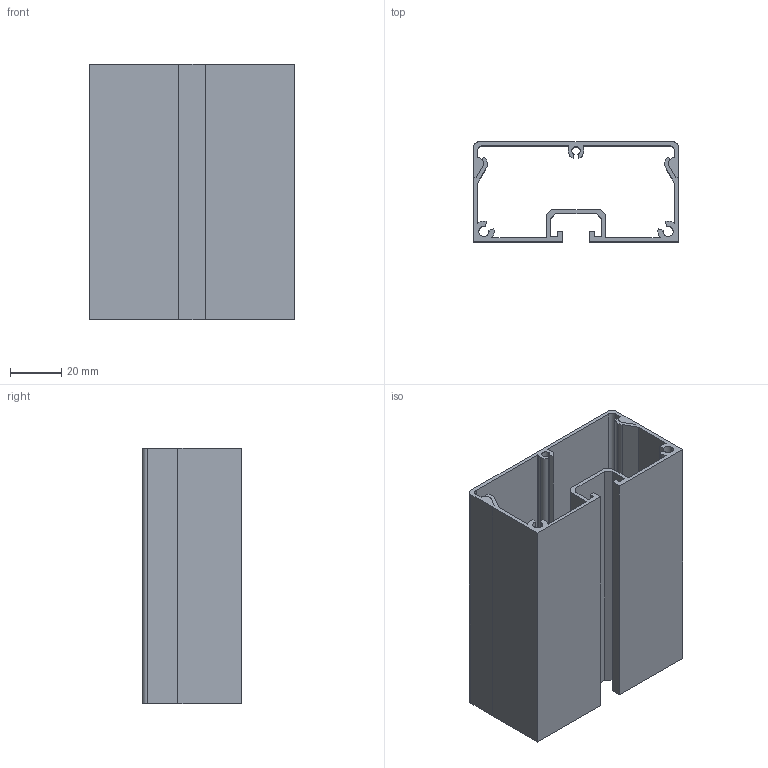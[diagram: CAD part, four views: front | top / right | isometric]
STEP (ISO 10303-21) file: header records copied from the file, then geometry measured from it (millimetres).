
FILE_DESCRIPTION (( 'STEP AP214' ), '1' );
FILE_NAME ('CC4080 Ïðîôèëü êàáåëü-êàíàëà 40õ80 (Àí. ñåðåáðî).STEP', '2026-03-06T19:50:28', ( '' ), ( '' ), 'SwSTEP 2.0', 'SolidWorks 2026', '' );
FILE_SCHEMA (( 'AUTOMOTIVE_DESIGN' ));
Length unit declared in the file: millimetre
Products named in the file (3): Алюм. кабель 40х80_00; Алюм. кабель, крышка 40х80_00; CC4080 Профиль кабель-канала 40х80 (Ан. серебро)
Assembly tree (2 placements, depth 2):
  CC4080 Профиль кабель-канала 40х80 (Ан. серебро)
    Алюм. кабель 40х80_00
    Алюм. кабель, крышка 40х80_00
Bounding box: 80 x 39 x 100 mm (x, y, z)
Volume: 50749.3 mm3; surface area: 62307.9 mm2
Topology: 2 solids, 2 shells, 87 faces, 249 edges, 166 vertices
Faces by surface type: plane 57, cylinder 30
Entity records: 2931 total; most frequent: CARTESIAN_POINT 507, ORIENTED_EDGE 498, DIRECTION 493, EDGE_CURVE 249, LINE 189, VECTOR 189, VERTEX_POINT 166, AXIS2_PLACEMENT_3D 152
